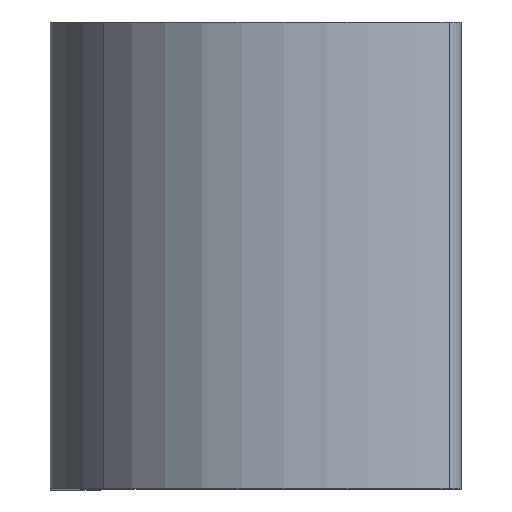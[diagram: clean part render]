
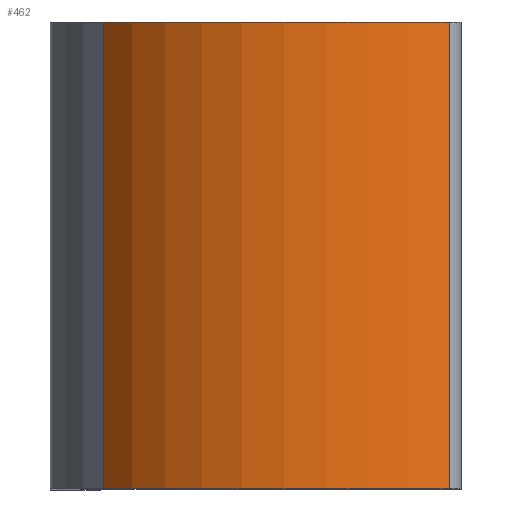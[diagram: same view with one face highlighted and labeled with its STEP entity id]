
A CAD part, top view. The second image highlights one B-rep face of the part: STEP entity #462.
In plain terms, the highlighted cylindrical face has radius 16 mm (diameter 32 mm), a partial arc.
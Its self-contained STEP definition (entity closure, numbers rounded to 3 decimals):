
#23=CYLINDRICAL_SURFACE('',#509,16.);
#42=FACE_OUTER_BOUND('',#69,.T.);
#69=EDGE_LOOP('',(#357,#358,#359,#360));
#98=CIRCLE('',#494,16.);
#107=CIRCLE('',#510,16.);
#136=LINE('',#772,#173);
#137=LINE('',#773,#174);
#173=VECTOR('',#616,28.);
#174=VECTOR('',#617,28.);
#211=VERTEX_POINT('',#729);
#212=VERTEX_POINT('',#731);
#224=VERTEX_POINT('',#769);
#225=VERTEX_POINT('',#770);
#257=EDGE_CURVE('',#211,#212,#98,.T.);
#276=EDGE_CURVE('',#224,#225,#107,.T.);
#277=EDGE_CURVE('',#212,#224,#136,.T.);
#278=EDGE_CURVE('',#211,#225,#137,.T.);
#357=ORIENTED_EDGE('',*,*,#276,.F.);
#358=ORIENTED_EDGE('',*,*,#277,.F.);
#359=ORIENTED_EDGE('',*,*,#257,.F.);
#360=ORIENTED_EDGE('',*,*,#278,.T.);
#462=ADVANCED_FACE('',(#42),#23,.T.);
#494=AXIS2_PLACEMENT_3D('',#732,#572,#573);
#509=AXIS2_PLACEMENT_3D('',#768,#612,#613);
#510=AXIS2_PLACEMENT_3D('',#771,#614,#615);
#572=DIRECTION('center_axis',(0.,-1.,0.));
#573=DIRECTION('ref_axis',(0.496,0.,0.868));
#612=DIRECTION('center_axis',(0.,1.,0.));
#613=DIRECTION('ref_axis',(1.,0.,0.));
#614=DIRECTION('center_axis',(0.,1.,0.));
#615=DIRECTION('ref_axis',(-0.8,0.,0.6));
#616=DIRECTION('',(0.,1.,0.));
#617=DIRECTION('',(0.,1.,0.));
#729=CARTESIAN_POINT('',(7.936,-14.,13.893));
#731=CARTESIAN_POINT('',(-12.798,-14.,9.603));
#732=CARTESIAN_POINT('Origin',(0.,-14.,0.));
#768=CARTESIAN_POINT('Origin',(0.,-14.,0.));
#769=CARTESIAN_POINT('',(-12.798,14.,9.603));
#770=CARTESIAN_POINT('',(7.936,14.,13.893));
#771=CARTESIAN_POINT('Origin',(0.,14.,0.));
#772=CARTESIAN_POINT('',(-12.798,-14.,9.603));
#773=CARTESIAN_POINT('',(7.936,-14.,13.893));
